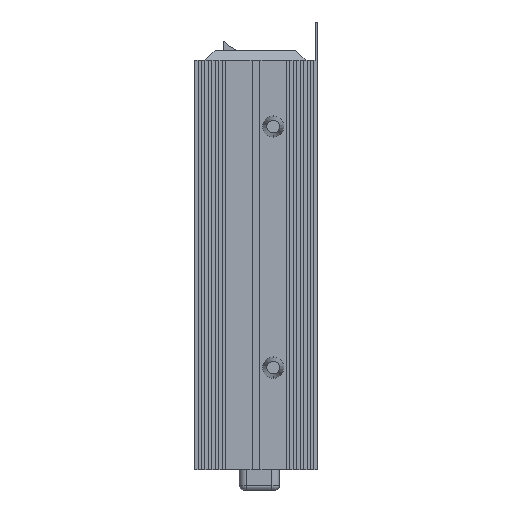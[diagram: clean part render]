
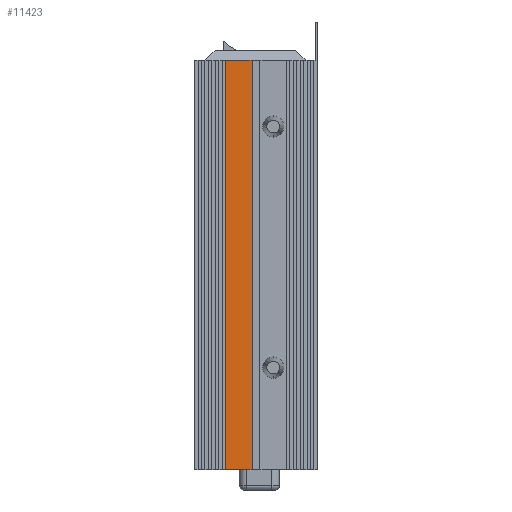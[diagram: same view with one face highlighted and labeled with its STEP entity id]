
A CAD part, left-side view. The second image highlights one B-rep face of the part: STEP entity #11423.
In plain terms, the highlighted planar face has unit normal (-1, 0, 0).
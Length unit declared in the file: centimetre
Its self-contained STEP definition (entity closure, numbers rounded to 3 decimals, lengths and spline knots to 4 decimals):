
#74 = EDGE_CURVE ( 'NONE', #1788, #3929, #5977, .T. ) ;
#137 = EDGE_LOOP ( 'NONE', ( #12476, #7892, #781, #3835 ) ) ;
#451 = VECTOR ( 'NONE', #2949, 100. ) ;
#781 = ORIENTED_EDGE ( 'NONE', *, *, #6837, .F. ) ;
#791 = CARTESIAN_POINT ( 'NONE',  ( -7.3437, 1.4905, 20. ) ) ;
#1788 = VERTEX_POINT ( 'NONE', #4726 ) ;
#2111 = CARTESIAN_POINT ( 'NONE',  ( -7.3437, 0.1944, 20. ) ) ;
#2202 = LINE ( 'NONE', #7091, #14363 ) ;
#2424 = VERTEX_POINT ( 'NONE', #13374 ) ;
#2949 = DIRECTION ( 'NONE',  ( 0., 0., 1. ) ) ;
#3801 = PLANE ( 'NONE',  #15632 ) ;
#3835 = ORIENTED_EDGE ( 'NONE', *, *, #16188, .T. ) ;
#3929 = VERTEX_POINT ( 'NONE', #7575 ) ;
#4199 = EDGE_CURVE ( 'NONE', #11539, #3929, #4434, .T. ) ;
#4335 = DIRECTION ( 'NONE',  ( 0., 0., 1. ) ) ;
#4434 = LINE ( 'NONE', #791, #13005 ) ;
#4521 = DIRECTION ( 'NONE',  ( 0., 1., 0. ) ) ;
#4726 = CARTESIAN_POINT ( 'NONE',  ( -7.3437, 1.4905, 0. ) ) ;
#5977 = LINE ( 'NONE', #15682, #15972 ) ;
#6363 = DIRECTION ( 'NONE',  ( 1., 0., 0. ) ) ;
#6837 = EDGE_CURVE ( 'NONE', #2424, #1788, #2202, .T. ) ;
#6912 = DIRECTION ( 'NONE',  ( 0., 1., 0. ) ) ;
#7091 = CARTESIAN_POINT ( 'NONE',  ( -7.3437, 1.4905, 0. ) ) ;
#7575 = CARTESIAN_POINT ( 'NONE',  ( -7.3437, 1.4905, 20. ) ) ;
#7598 = DIRECTION ( 'NONE',  ( 0., 0., -1. ) ) ;
#7892 = ORIENTED_EDGE ( 'NONE', *, *, #74, .F. ) ;
#11423 = ADVANCED_FACE ( 'NONE', ( #15126 ), #3801, .F. ) ;
#11539 = VERTEX_POINT ( 'NONE', #2111 ) ;
#11718 = LINE ( 'NONE', #15273, #451 ) ;
#12476 = ORIENTED_EDGE ( 'NONE', *, *, #4199, .T. ) ;
#13005 = VECTOR ( 'NONE', #6912, 100. ) ;
#13374 = CARTESIAN_POINT ( 'NONE',  ( -7.3437, 0.1944, 0. ) ) ;
#13898 = CARTESIAN_POINT ( 'NONE',  ( -7.3437, 1.4905, 0. ) ) ;
#14363 = VECTOR ( 'NONE', #4521, 100. ) ;
#15126 = FACE_OUTER_BOUND ( 'NONE', #137, .T. ) ;
#15273 = CARTESIAN_POINT ( 'NONE',  ( -7.3437, 0.1944, 0. ) ) ;
#15632 = AXIS2_PLACEMENT_3D ( 'NONE', #13898, #6363, #7598 ) ;
#15682 = CARTESIAN_POINT ( 'NONE',  ( -7.3437, 1.4905, 0. ) ) ;
#15972 = VECTOR ( 'NONE', #4335, 100. ) ;
#16188 = EDGE_CURVE ( 'NONE', #2424, #11539, #11718, .T. ) ;
